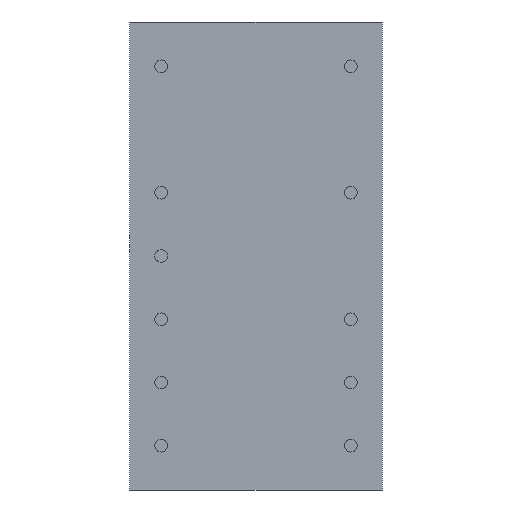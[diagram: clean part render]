
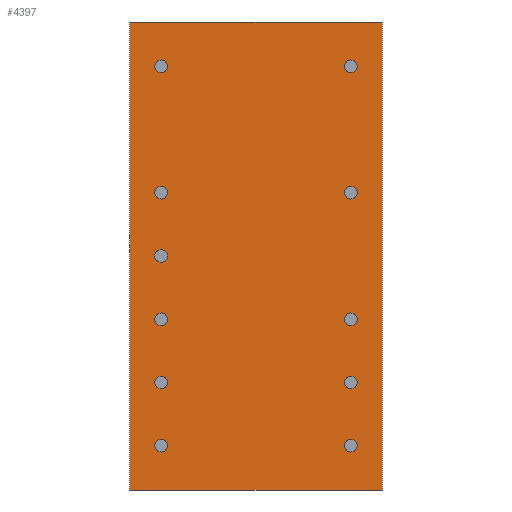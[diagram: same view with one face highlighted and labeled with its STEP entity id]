
A CAD part, front view. The second image highlights one B-rep face of the part: STEP entity #4397.
In plain terms, the highlighted planar face has unit normal (0, -1, 0).
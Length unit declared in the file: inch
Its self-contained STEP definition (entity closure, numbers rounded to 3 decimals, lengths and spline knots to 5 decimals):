
#276 = EDGE_CURVE ( 'NONE', #1221, #11316, #3942, .T. ) ;
#780 = DIRECTION ( 'NONE',  ( 0., 0., 1. ) ) ;
#983 = CARTESIAN_POINT ( 'NONE',  ( 0.2, 0., -0.37 ) ) ;
#1082 = DIRECTION ( 'NONE',  ( -1., 0., 0. ) ) ;
#1136 = VERTEX_POINT ( 'NONE', #9764 ) ;
#1221 = VERTEX_POINT ( 'NONE', #8421 ) ;
#3313 = CARTESIAN_POINT ( 'NONE',  ( 0.2, 0., 0.37 ) ) ;
#3901 = CARTESIAN_POINT ( 'NONE',  ( 0.2, 0., 0.37 ) ) ;
#3942 = LINE ( 'NONE', #14593, #12622 ) ;
#4397 = ADVANCED_FACE ( 'NONE', ( #10960 ), #11949, .F. ) ;
#4527 = ORIENTED_EDGE ( 'NONE', *, *, #10720, .F. ) ;
#4925 = VERTEX_POINT ( 'NONE', #4939 ) ;
#4939 = CARTESIAN_POINT ( 'NONE',  ( 0.2, 0., -0.37 ) ) ;
#5154 = DIRECTION ( 'NONE',  ( 0., 1., 0. ) ) ;
#5534 = EDGE_CURVE ( 'NONE', #11316, #1136, #8173, .T. ) ;
#5827 = EDGE_LOOP ( 'NONE', ( #8827, #9958, #4527, #7048 ) ) ;
#6117 = DIRECTION ( 'NONE',  ( 1., 0., 0. ) ) ;
#7048 = ORIENTED_EDGE ( 'NONE', *, *, #5534, .F. ) ;
#7455 = EDGE_CURVE ( 'NONE', #4925, #1221, #11744, .T. ) ;
#7666 = VECTOR ( 'NONE', #11228, 39.37008 ) ;
#8173 = LINE ( 'NONE', #3901, #11051 ) ;
#8421 = CARTESIAN_POINT ( 'NONE',  ( -0.2, 0., -0.37 ) ) ;
#8827 = ORIENTED_EDGE ( 'NONE', *, *, #276, .F. ) ;
#9764 = CARTESIAN_POINT ( 'NONE',  ( 0.2, 0., 0.37 ) ) ;
#9958 = ORIENTED_EDGE ( 'NONE', *, *, #7455, .F. ) ;
#10478 = CARTESIAN_POINT ( 'NONE',  ( -0.2, 0., 0.37 ) ) ;
#10720 = EDGE_CURVE ( 'NONE', #1136, #4925, #10725, .T. ) ;
#10725 = LINE ( 'NONE', #3313, #7666 ) ;
#10960 = FACE_OUTER_BOUND ( 'NONE', #5827, .T. ) ;
#11051 = VECTOR ( 'NONE', #6117, 39.37008 ) ;
#11228 = DIRECTION ( 'NONE',  ( 0., 0., -1. ) ) ;
#11316 = VERTEX_POINT ( 'NONE', #10478 ) ;
#11332 = DIRECTION ( 'NONE',  ( 0., 0., 1. ) ) ;
#11744 = LINE ( 'NONE', #983, #13871 ) ;
#11949 = PLANE ( 'NONE',  #12050 ) ;
#12050 = AXIS2_PLACEMENT_3D ( 'NONE', #14167, #5154, #780 ) ;
#12622 = VECTOR ( 'NONE', #11332, 39.37008 ) ;
#13871 = VECTOR ( 'NONE', #1082, 39.37008 ) ;
#14167 = CARTESIAN_POINT ( 'NONE',  ( 0., 0., 0. ) ) ;
#14593 = CARTESIAN_POINT ( 'NONE',  ( -0.2, 0., 0.37 ) ) ;
